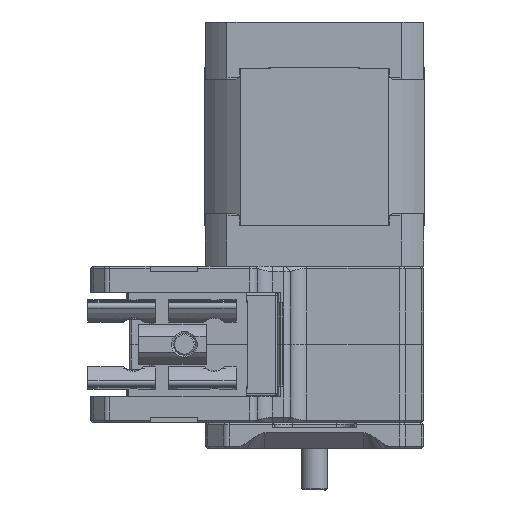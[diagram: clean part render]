
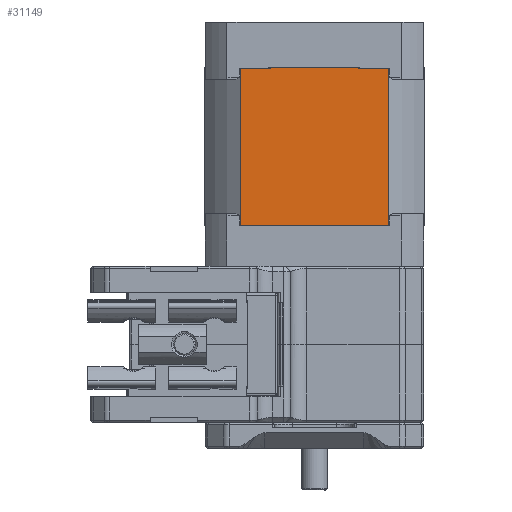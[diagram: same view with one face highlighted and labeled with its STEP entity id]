
A CAD part, left-side view. The second image highlights one B-rep face of the part: STEP entity #31149.
In plain terms, the highlighted planar face has unit normal (-1, 0, 0).
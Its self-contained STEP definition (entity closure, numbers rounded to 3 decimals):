
#2432=PLANE('',#34367);
#4036=FACE_OUTER_BOUND('',#5930,.T.);
#5930=EDGE_LOOP('',(#27637,#27638,#27639,#27640,#27641,#27642,#27643,#27644,
#27645,#27646,#27647,#27648));
#8310=LINE('',#55393,#11006);
#8313=LINE('',#55404,#11009);
#8315=LINE('',#55413,#11011);
#8317=LINE('',#55417,#11013);
#8319=LINE('',#55420,#11015);
#8518=LINE('',#56094,#11214);
#8520=LINE('',#56101,#11216);
#8521=LINE('',#56103,#11217);
#8522=LINE('',#56105,#11218);
#8523=LINE('',#56107,#11219);
#8524=LINE('',#56109,#11220);
#8525=LINE('',#56110,#11221);
#11006=VECTOR('',#41723,30.2);
#11009=VECTOR('',#41732,0.1);
#11011=VECTOR('',#41740,0.1);
#11013=VECTOR('',#41746,5.724);
#11015=VECTOR('',#41750,5.724);
#11214=VECTOR('',#42405,17.012);
#11216=VECTOR('',#42413,0.1);
#11217=VECTOR('',#42414,5.724);
#11218=VECTOR('',#42415,30.2);
#11219=VECTOR('',#42416,5.724);
#11220=VECTOR('',#42417,0.1);
#11221=VECTOR('',#42418,17.012);
#15138=VERTEX_POINT('',#55390);
#15139=VERTEX_POINT('',#55392);
#15143=VERTEX_POINT('',#55401);
#15144=VERTEX_POINT('',#55403);
#15147=VERTEX_POINT('',#55410);
#15148=VERTEX_POINT('',#55412);
#15365=VERTEX_POINT('',#56092);
#15367=VERTEX_POINT('',#56100);
#15368=VERTEX_POINT('',#56102);
#15369=VERTEX_POINT('',#56104);
#15370=VERTEX_POINT('',#56106);
#15371=VERTEX_POINT('',#56108);
#19208=EDGE_CURVE('',#15139,#15138,#8310,.T.);
#19213=EDGE_CURVE('',#15144,#15143,#8313,.T.);
#19217=EDGE_CURVE('',#15148,#15147,#8315,.T.);
#19220=EDGE_CURVE('',#15138,#15148,#8317,.T.);
#19222=EDGE_CURVE('',#15143,#15139,#8319,.T.);
#19543=EDGE_CURVE('',#15147,#15365,#8518,.T.);
#19546=EDGE_CURVE('',#15365,#15367,#8520,.T.);
#19547=EDGE_CURVE('',#15368,#15367,#8521,.T.);
#19548=EDGE_CURVE('',#15369,#15368,#8522,.T.);
#19549=EDGE_CURVE('',#15370,#15369,#8523,.T.);
#19550=EDGE_CURVE('',#15370,#15371,#8524,.T.);
#19551=EDGE_CURVE('',#15371,#15144,#8525,.T.);
#27637=ORIENTED_EDGE('',*,*,#19543,.T.);
#27638=ORIENTED_EDGE('',*,*,#19546,.T.);
#27639=ORIENTED_EDGE('',*,*,#19547,.F.);
#27640=ORIENTED_EDGE('',*,*,#19548,.F.);
#27641=ORIENTED_EDGE('',*,*,#19549,.F.);
#27642=ORIENTED_EDGE('',*,*,#19550,.T.);
#27643=ORIENTED_EDGE('',*,*,#19551,.T.);
#27644=ORIENTED_EDGE('',*,*,#19213,.T.);
#27645=ORIENTED_EDGE('',*,*,#19222,.T.);
#27646=ORIENTED_EDGE('',*,*,#19208,.T.);
#27647=ORIENTED_EDGE('',*,*,#19220,.T.);
#27648=ORIENTED_EDGE('',*,*,#19217,.T.);
#31149=ADVANCED_FACE('',(#4036),#2432,.T.);
#34367=AXIS2_PLACEMENT_3D('',#56099,#42411,#42412);
#41723=DIRECTION('',(0.,0.,-1.));
#41732=DIRECTION('',(0.,0.,-1.));
#41740=DIRECTION('',(0.,0.,-1.));
#41746=DIRECTION('',(0.,-1.,0.));
#41750=DIRECTION('',(0.,1.,0.));
#42405=DIRECTION('',(0.,-1.,0.));
#42411=DIRECTION('center_axis',(-1.,0.,0.));
#42412=DIRECTION('ref_axis',(0.,0.,1.));
#42413=DIRECTION('',(0.,0.,1.));
#42414=DIRECTION('',(0.,1.,0.));
#42415=DIRECTION('',(0.,0.,-1.));
#42416=DIRECTION('',(0.,-1.,0.));
#42417=DIRECTION('',(0.,0.,1.));
#42418=DIRECTION('',(0.,1.,0.));
#55390=CARTESIAN_POINT('',(-21.1,14.23,-19.54));
#55392=CARTESIAN_POINT('',(-21.1,14.23,10.66));
#55393=CARTESIAN_POINT('',(-21.1,14.23,10.66));
#55401=CARTESIAN_POINT('',(-21.1,8.506,10.66));
#55403=CARTESIAN_POINT('',(-21.1,8.506,10.76));
#55404=CARTESIAN_POINT('',(-21.1,8.506,10.76));
#55410=CARTESIAN_POINT('',(-21.1,8.506,-19.64));
#55412=CARTESIAN_POINT('',(-21.1,8.506,-19.54));
#55413=CARTESIAN_POINT('',(-21.1,8.506,-19.54));
#55417=CARTESIAN_POINT('',(-21.1,14.23,-19.54));
#55420=CARTESIAN_POINT('',(-21.1,8.506,10.66));
#56092=CARTESIAN_POINT('',(-21.1,-8.506,-19.64));
#56094=CARTESIAN_POINT('',(-21.1,8.506,-19.64));
#56099=CARTESIAN_POINT('Origin',(-21.1,-14.231,-19.641));
#56100=CARTESIAN_POINT('',(-21.1,-8.506,-19.54));
#56101=CARTESIAN_POINT('',(-21.1,-8.506,-19.64));
#56102=CARTESIAN_POINT('',(-21.1,-14.23,-19.54));
#56103=CARTESIAN_POINT('',(-21.1,-14.23,-19.54));
#56104=CARTESIAN_POINT('',(-21.1,-14.23,10.66));
#56105=CARTESIAN_POINT('',(-21.1,-14.23,10.66));
#56106=CARTESIAN_POINT('',(-21.1,-8.506,10.66));
#56107=CARTESIAN_POINT('',(-21.1,-8.506,10.66));
#56108=CARTESIAN_POINT('',(-21.1,-8.506,10.76));
#56109=CARTESIAN_POINT('',(-21.1,-8.506,10.66));
#56110=CARTESIAN_POINT('',(-21.1,-8.506,10.76));
